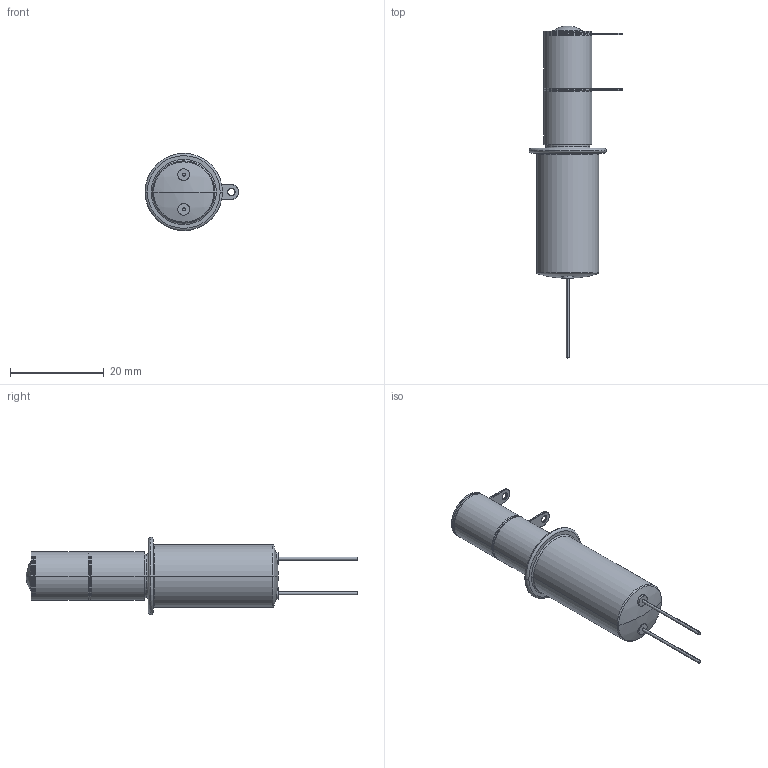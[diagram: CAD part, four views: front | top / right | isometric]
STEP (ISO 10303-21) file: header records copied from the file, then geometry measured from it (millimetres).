
FILE_DESCRIPTION (( 'STEP AP214' ), '1' );
FILE_NAME ('V43AB.STEP', '2025-10-01T08:07:57', ( 'Windows User' ), ( 'P R C' ), 'SwSTEP 2.0', 'SolidWorks 2021', '' );
FILE_SCHEMA (( 'AUTOMOTIVE_DESIGN' ));
Length unit declared in the file: millimetre
Products named in the file (5): 爾え; 11.5棟奪; 裔; 棠褲L; V43AB
Assembly tree (6 placements, depth 2):
  V43AB
    棠褲L
    11.5棟奪  x2
    爾え  x2
    裔
Bounding box: 20.01 x 70.8 x 16.5 mm (x, y, z)
Volume: 5967.7 mm3; surface area: 3312.8 mm2
Topology: 6 solids, 6 shells, 123 faces, 250 edges, 146 vertices
Faces by surface type: cone 44, cylinder 34, plane 29, torus 12, sphere 4
Entity records: 2853 total; most frequent: DIRECTION 446, CARTESIAN_POINT 436, ORIENTED_EDGE 332, AXIS2_PLACEMENT_3D 192, EDGE_CURVE 166, CIRCLE 100, VERTEX_POINT 98, EDGE_LOOP 92
